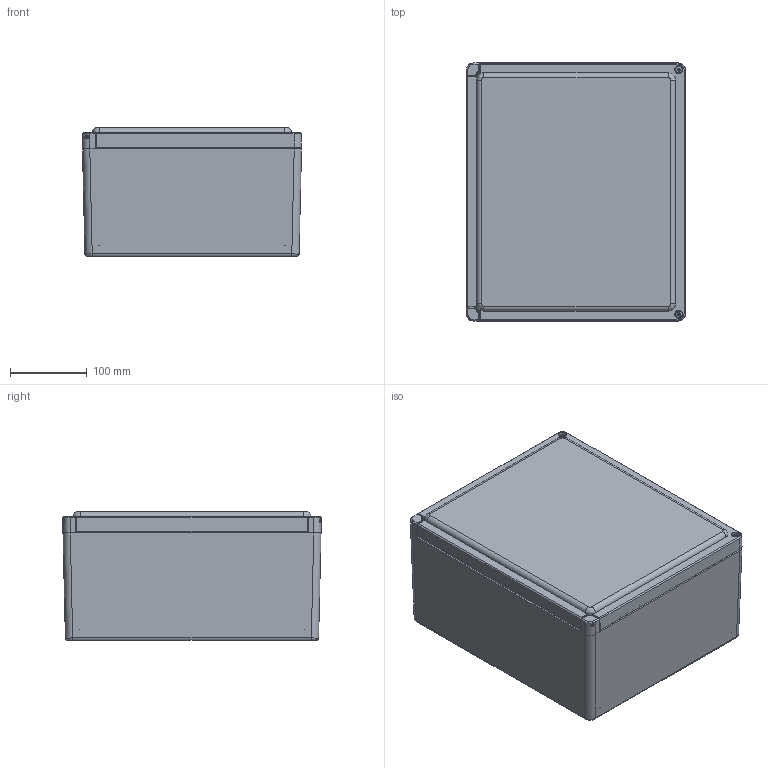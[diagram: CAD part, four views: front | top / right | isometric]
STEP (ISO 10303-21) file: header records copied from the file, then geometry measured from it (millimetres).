
FILE_DESCRIPTION(/* description */ (''),/* implementation_level */ '2;1');
FILE_NAME(/* name */ 'HW-131106CHSC.stp',/* time_stamp */ '2014-04-09T08:33:46-05:00',/* author */ ('jtigges'),/* organization */ (''),/* preprocessor_version */ 'ST-DEVELOPER v15.2',/* originating_system */ 'Autodesk Inventor 2014',/* authorisation */ '');
FILE_SCHEMA (('AUTOMOTIVE_DESIGN { 1 0 10303 214 3 1 1 }'));
Length unit declared in the file: inch
Products named in the file (14): WP1311HWBOX; 0.3125-18 X 0.563 DP BRASS INSERT; 10-32 X0.3125 DP BRASS INSERT; 10-24 X 0.625 DP BRASS INSERT; WP1311HWCVR; 10-24 X 0.925 DP COMBO SCREW; GASKET_1311H; PUSH TACK; SS HINGE PIN; SS HINGE PIN WASHER; O_RING_COVER; CL1311HW_STP
Bounding box: 284.96 x 335.76 x 167.48 mm (x, y, z)
Volume: 1791067.4 mm3; surface area: 836081.8 mm2
Topology: 23 solids, 23 shells, 1024 faces, 2505 edges, 1524 vertices
Faces by surface type: plane 398, cylinder 294, cone 136, torus 106, bspline 82, sphere 8
Full cylindrical faces by diameter (mm): 2.235 x2, 2.42 x2, 2.438 x2, 2.489 x2, 3.683 x2, 3.962 x4, 3.969 x2, 4.52 x4, 4.547 x2, 4.762 x4, 4.826 x2, 4.86 x2, 5.556 x2, 5.84 x2, 5.944 x2, 7.1 x2, 7.144 x12, 7.938 x4, 9.24 x2, 9.42 x2, 9.525 x2, 10.319 x2, 13.494 x8
Entity records: 32087 total; most frequent: CARTESIAN_POINT 10119, DIRECTION 4794, ORIENTED_EDGE 4336, EDGE_CURVE 2168, AXIS2_PLACEMENT_3D 1848, VERTEX_POINT 1352, LINE 1098, VECTOR 1098
